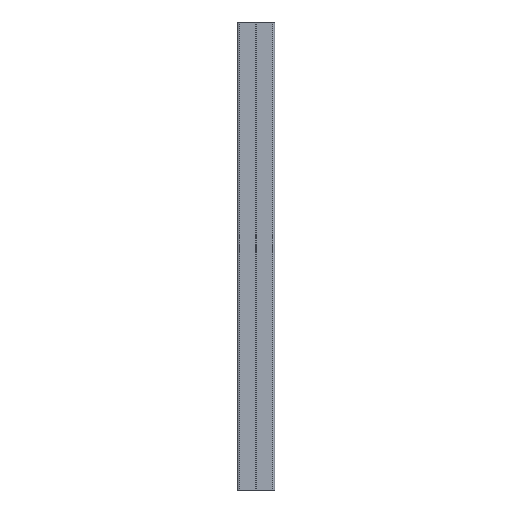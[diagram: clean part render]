
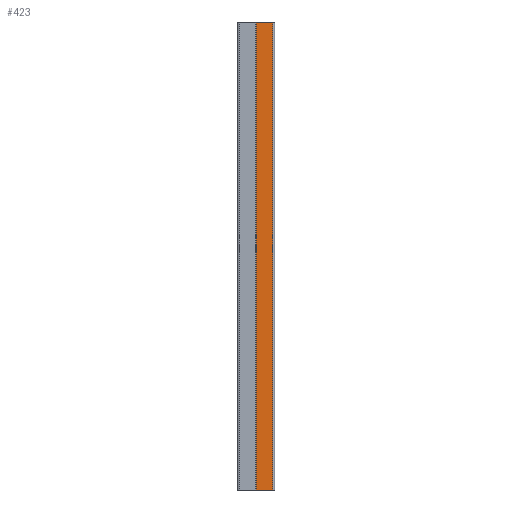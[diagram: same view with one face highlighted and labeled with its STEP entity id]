
A CAD part, front view. The second image highlights one B-rep face of the part: STEP entity #423.
In plain terms, the highlighted planar face has unit normal (0, -1, 0).
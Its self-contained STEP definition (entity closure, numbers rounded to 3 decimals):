
#384=CARTESIAN_POINT('',(72.,0.0,0.0));
#385=DIRECTION('',(0.0,-1.0,0.0));
#386=DIRECTION('',(0.0,0.0,-1.0));
#387=AXIS2_PLACEMENT_3D('',#384,#385,#386);
#388=PLANE('',#387);
#389=CARTESIAN_POINT('',(72.,0.0,1000.0));
#390=VERTEX_POINT('',#389);
#391=CARTESIAN_POINT('',(36.3,0.0,1000.0));
#392=VERTEX_POINT('',#391);
#393=CARTESIAN_POINT('',(72.,0.0,1000.0));
#394=DIRECTION('',(-1.0,0.0,0.0));
#395=VECTOR('',#394,35.7);
#396=LINE('',#393,#395);
#397=EDGE_CURVE('',#390,#392,#396,.T.);
#398=ORIENTED_EDGE('',*,*,#397,.T.);
#399=CARTESIAN_POINT('',(36.3,0.0,0.0));
#400=VERTEX_POINT('',#399);
#401=CARTESIAN_POINT('',(36.3,0.0,0.0));
#402=DIRECTION('',(0.0,0.0,1.0));
#403=VECTOR('',#402,1000.0);
#404=LINE('',#401,#403);
#405=EDGE_CURVE('',#400,#392,#404,.T.);
#406=ORIENTED_EDGE('',*,*,#405,.F.);
#407=CARTESIAN_POINT('',(72.,0.0,0.0));
#408=VERTEX_POINT('',#407);
#409=CARTESIAN_POINT('',(36.3,0.0,0.0));
#410=DIRECTION('',(1.0,0.0,0.0));
#411=VECTOR('',#410,35.7);
#412=LINE('',#409,#411);
#413=EDGE_CURVE('',#400,#408,#412,.T.);
#414=ORIENTED_EDGE('',*,*,#413,.T.);
#415=CARTESIAN_POINT('',(72.,0.0,0.0));
#416=DIRECTION('',(0.0,0.0,1.0));
#417=VECTOR('',#416,1000.0);
#418=LINE('',#415,#417);
#419=EDGE_CURVE('',#408,#390,#418,.T.);
#420=ORIENTED_EDGE('',*,*,#419,.T.);
#421=EDGE_LOOP('',(#398,#406,#414,#420));
#422=FACE_OUTER_BOUND('',#421,.T.);
#423=ADVANCED_FACE('',(#422),#388,.T.);
